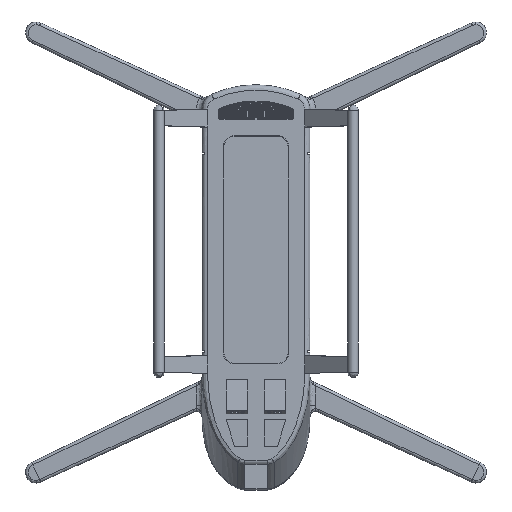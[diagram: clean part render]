
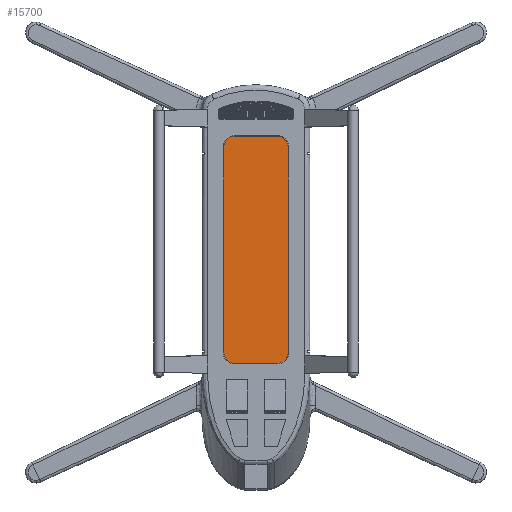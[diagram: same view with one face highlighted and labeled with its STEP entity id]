
A CAD part, front view. The second image highlights one B-rep face of the part: STEP entity #15700.
In plain terms, the highlighted free-form (B-spline) face has degree [1, 1] with [2, 2] control points.
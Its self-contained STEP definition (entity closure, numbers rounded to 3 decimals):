
#15516 = EDGE_CURVE('',#15517,#15519,#15521,.T.);
#15517 = VERTEX_POINT('',#15518);
#15518 = CARTESIAN_POINT('',(52.34,0.,-640.586));
#15519 = VERTEX_POINT('',#15520);
#15520 = CARTESIAN_POINT('',(77.855,0.,-615.071));
#15521 = ( BOUNDED_CURVE() B_SPLINE_CURVE(2,(#15522,#15523,#15524),
.UNSPECIFIED.,.F.,.F.) B_SPLINE_CURVE_WITH_KNOTS((3,3),(4.712,
6.283),.PIECEWISE_BEZIER_KNOTS.) CURVE() 
GEOMETRIC_REPRESENTATION_ITEM() RATIONAL_B_SPLINE_CURVE((1.,
0.707,1.)) REPRESENTATION_ITEM('') );
#15522 = CARTESIAN_POINT('',(52.34,0.,-640.586));
#15523 = CARTESIAN_POINT('',(77.855,0.,-640.586));
#15524 = CARTESIAN_POINT('',(77.855,0.,-615.071));
#15547 = EDGE_CURVE('',#15548,#15517,#15550,.T.);
#15548 = VERTEX_POINT('',#15549);
#15549 = CARTESIAN_POINT('',(-52.34,0.,-640.586));
#15550 = B_SPLINE_CURVE_WITH_KNOTS('',1,(#15551,#15552),.UNSPECIFIED.,
  .F.,.F.,(2,2),(0.,80.),.PIECEWISE_BEZIER_KNOTS.);
#15551 = CARTESIAN_POINT('',(-52.34,0.,-640.586));
#15552 = CARTESIAN_POINT('',(52.34,0.,-640.586));
#15569 = EDGE_CURVE('',#15570,#15548,#15572,.T.);
#15570 = VERTEX_POINT('',#15571);
#15571 = CARTESIAN_POINT('',(-77.855,0.,-615.071));
#15572 = ( BOUNDED_CURVE() B_SPLINE_CURVE(2,(#15573,#15574,#15575),
.UNSPECIFIED.,.F.,.F.) B_SPLINE_CURVE_WITH_KNOTS((3,3),(3.142,
4.712),.PIECEWISE_BEZIER_KNOTS.) CURVE() 
GEOMETRIC_REPRESENTATION_ITEM() RATIONAL_B_SPLINE_CURVE((1.,
0.707,1.)) REPRESENTATION_ITEM('') );
#15573 = CARTESIAN_POINT('',(-77.855,0.,-615.071));
#15574 = CARTESIAN_POINT('',(-77.855,0.,-640.586));
#15575 = CARTESIAN_POINT('',(-52.34,0.,-640.586));
#15594 = EDGE_CURVE('',#15595,#15570,#15597,.T.);
#15595 = VERTEX_POINT('',#15596);
#15596 = CARTESIAN_POINT('',(-77.855,0.,-115.521));
#15597 = B_SPLINE_CURVE_WITH_KNOTS('',1,(#15598,#15599),.UNSPECIFIED.,
  .F.,.F.,(2,2),(-381.774,0.),.PIECEWISE_BEZIER_KNOTS.);
#15598 = CARTESIAN_POINT('',(-77.855,0.,-115.521));
#15599 = CARTESIAN_POINT('',(-77.855,0.,-615.071));
#15616 = EDGE_CURVE('',#15617,#15595,#15619,.T.);
#15617 = VERTEX_POINT('',#15618);
#15618 = CARTESIAN_POINT('',(-52.34,0.,-90.006));
#15619 = ( BOUNDED_CURVE() B_SPLINE_CURVE(2,(#15620,#15621,#15622),
.UNSPECIFIED.,.F.,.F.) B_SPLINE_CURVE_WITH_KNOTS((3,3),(1.571,
3.142),.PIECEWISE_BEZIER_KNOTS.) CURVE() 
GEOMETRIC_REPRESENTATION_ITEM() RATIONAL_B_SPLINE_CURVE((1.,
0.707,1.)) REPRESENTATION_ITEM('') );
#15620 = CARTESIAN_POINT('',(-52.34,0.,-90.006));
#15621 = CARTESIAN_POINT('',(-77.855,0.,-90.006));
#15622 = CARTESIAN_POINT('',(-77.855,0.,-115.521));
#15641 = EDGE_CURVE('',#15642,#15617,#15644,.T.);
#15642 = VERTEX_POINT('',#15643);
#15643 = CARTESIAN_POINT('',(52.34,0.,-90.006));
#15644 = B_SPLINE_CURVE_WITH_KNOTS('',1,(#15645,#15646),.UNSPECIFIED.,
  .F.,.F.,(2,2),(-80.,0.),.PIECEWISE_BEZIER_KNOTS.);
#15645 = CARTESIAN_POINT('',(52.34,0.,-90.006));
#15646 = CARTESIAN_POINT('',(-52.34,0.,-90.006));
#15663 = EDGE_CURVE('',#15664,#15642,#15666,.T.);
#15664 = VERTEX_POINT('',#15665);
#15665 = CARTESIAN_POINT('',(77.855,0.,-115.521));
#15666 = ( BOUNDED_CURVE() B_SPLINE_CURVE(2,(#15667,#15668,#15669),
.UNSPECIFIED.,.F.,.F.) B_SPLINE_CURVE_WITH_KNOTS((3,3),(0.,
1.571),.PIECEWISE_BEZIER_KNOTS.) CURVE() 
GEOMETRIC_REPRESENTATION_ITEM() RATIONAL_B_SPLINE_CURVE((1.,
0.707,1.)) REPRESENTATION_ITEM('') );
#15667 = CARTESIAN_POINT('',(77.855,0.,-115.521));
#15668 = CARTESIAN_POINT('',(77.855,0.,-90.006));
#15669 = CARTESIAN_POINT('',(52.34,0.,-90.006));
#15688 = EDGE_CURVE('',#15519,#15664,#15689,.T.);
#15689 = B_SPLINE_CURVE_WITH_KNOTS('',1,(#15690,#15691),.UNSPECIFIED.,
  .F.,.F.,(2,2),(0.,381.774),.PIECEWISE_BEZIER_KNOTS.);
#15690 = CARTESIAN_POINT('',(77.855,0.,-615.071));
#15691 = CARTESIAN_POINT('',(77.855,0.,-115.521));
#15700 = ADVANCED_FACE('',(#15701),#15711,.F.);
#15701 = FACE_BOUND('',#15702,.T.);
#15702 = EDGE_LOOP('',(#15703,#15704,#15705,#15706,#15707,#15708,#15709,
    #15710));
#15703 = ORIENTED_EDGE('',*,*,#15516,.T.);
#15704 = ORIENTED_EDGE('',*,*,#15688,.T.);
#15705 = ORIENTED_EDGE('',*,*,#15663,.T.);
#15706 = ORIENTED_EDGE('',*,*,#15641,.T.);
#15707 = ORIENTED_EDGE('',*,*,#15616,.T.);
#15708 = ORIENTED_EDGE('',*,*,#15594,.T.);
#15709 = ORIENTED_EDGE('',*,*,#15569,.T.);
#15710 = ORIENTED_EDGE('',*,*,#15547,.T.);
#15711 = B_SPLINE_SURFACE_WITH_KNOTS('',1,1,(
    (#15712,#15713)
    ,(#15714,#15715
    )),.UNSPECIFIED.,.F.,.F.,.F.,(2,2),(2,2),(10.44,
    431.214),(-59.5,59.5),.PIECEWISE_BEZIER_KNOTS.);
#15712 = CARTESIAN_POINT('',(-77.855,0.,-640.586));
#15713 = CARTESIAN_POINT('',(77.855,0.,-640.586));
#15714 = CARTESIAN_POINT('',(-77.855,0.,-90.006));
#15715 = CARTESIAN_POINT('',(77.855,0.,-90.006));
